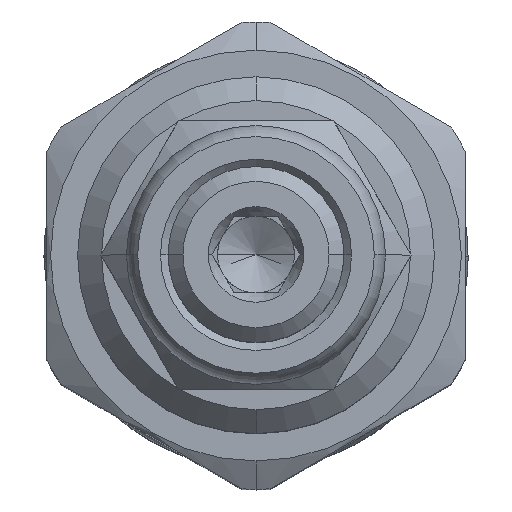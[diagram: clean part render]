
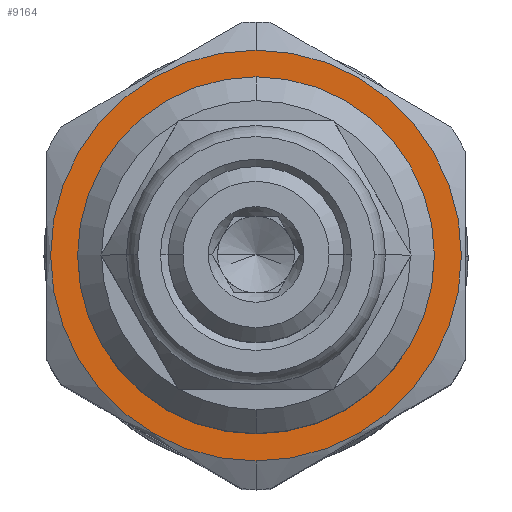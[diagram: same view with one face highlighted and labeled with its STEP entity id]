
A CAD part, top view. The second image highlights one B-rep face of the part: STEP entity #9164.
In plain terms, the highlighted planar face has unit normal (0, 0, 1).
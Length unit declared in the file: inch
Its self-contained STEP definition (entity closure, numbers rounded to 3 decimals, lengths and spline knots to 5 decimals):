
#3614=CARTESIAN_POINT('',(0.,0.,3.155));
#3615=DIRECTION('',(0.,0.,-1.));
#3616=DIRECTION('',(0.,-1.,0.));
#3617=AXIS2_PLACEMENT_3D('',#3614,#3615,#3616);
#3690=CARTESIAN_POINT('',(0.,0.,3.155));
#3691=DIRECTION('',(0.,0.,1.));
#3692=DIRECTION('',(0.,-1.,0.));
#3693=AXIS2_PLACEMENT_3D('',#3690,#3691,#3692);
#3948=CARTESIAN_POINT('',(0.,0.,3.155));
#3949=DIRECTION('',(0.,0.,1.));
#3950=DIRECTION('',(0.,-1.,0.));
#3951=AXIS2_PLACEMENT_3D('',#3948,#3949,#3950);
#3953=CARTESIAN_POINT('',(0.,0.,3.155));
#3954=DIRECTION('',(0.,0.,-1.));
#3955=DIRECTION('',(0.,-1.,0.));
#3956=AXIS2_PLACEMENT_3D('',#3953,#3954,#3955);
#5288=CARTESIAN_POINT('',(0.,-0.43,3.155));
#5290=VERTEX_POINT('',#5288);
#5296=CARTESIAN_POINT('',(0.,0.43,3.155));
#5298=VERTEX_POINT('',#5296);
#5304=CARTESIAN_POINT('',(0.,-0.3735,3.155));
#5305=CARTESIAN_POINT('',(0.,0.3735,3.155));
#5306=VERTEX_POINT('',#5304);
#5307=VERTEX_POINT('',#5305);
#9149=CARTESIAN_POINT('',(0.,0.,3.155));
#9150=DIRECTION('',(0.,0.,1.));
#9151=DIRECTION('',(0.,-1.,0.));
#9152=AXIS2_PLACEMENT_3D('',#9149,#9150,#9151);
#9153=PLANE('',#9152);
#9154=ORIENTED_EDGE('',*,*,#8939,.T.);
#9155=ORIENTED_EDGE('',*,*,#9005,.F.);
#9156=EDGE_LOOP('',(#9154,#9155));
#9157=FACE_OUTER_BOUND('',#9156,.F.);
#9159=ORIENTED_EDGE('',*,*,#9158,.T.);
#9161=ORIENTED_EDGE('',*,*,#9160,.F.);
#9162=EDGE_LOOP('',(#9159,#9161));
#9163=FACE_BOUND('',#9162,.F.);
#9164=ADVANCED_FACE('',(#9157,#9163),#9153,.T.);
#3618=CIRCLE('',#3617,0.43);
#3694=CIRCLE('',#3693,0.43);
#3952=CIRCLE('',#3951,0.3735);
#3957=CIRCLE('',#3956,0.3735);
#8939=EDGE_CURVE('',#5290,#5298,#3618,.T.);
#9005=EDGE_CURVE('',#5290,#5298,#3694,.T.);
#9158=EDGE_CURVE('',#5306,#5307,#3952,.T.);
#9160=EDGE_CURVE('',#5306,#5307,#3957,.T.);
